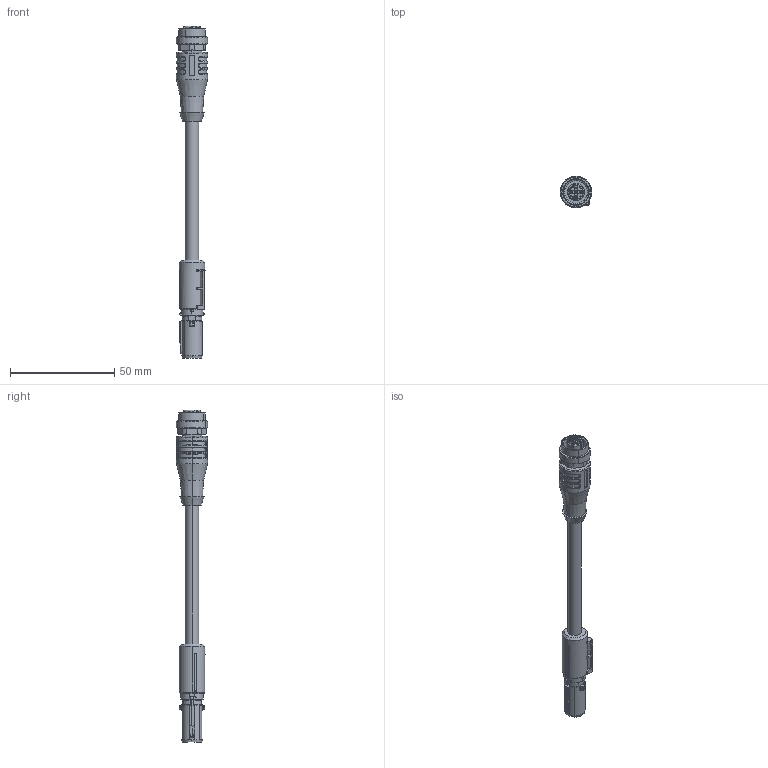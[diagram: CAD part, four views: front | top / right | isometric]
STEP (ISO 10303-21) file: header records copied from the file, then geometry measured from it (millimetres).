
FILE_DESCRIPTION(('CATIA V5 STEP Exchange','CAx-IF Rec.Pracs.--- Model Styling and Organization---1.5--- 2016-08-15','CAx-IF Rec.Pracs.---Supplemental Geometry---1.0---2011-11-01','CAx-IF Rec.Pracs.--- Composite Materials ---1.1---2010-07-15'),'2;1');
FILE_NAME ('430788-2_0', '2025-05-12T06:19:36+00:00', ('none'), ('Weidmueller'), 'CATIA Version 5-6 Release 2022 SP4 HF5', 'CATIA V5 STEP AP214 v3', 'none');
FILE_SCHEMA(('AUTOMOTIVE_DESIGN { 1 0 10303 214 1 1 1 1 }'));
Length unit declared in the file: millimetre
Products named in the file (1): 2503700000
Bounding box: 15 x 15 x 159.2 mm (x, y, z)
Volume: 11965.6 mm3; surface area: 6642.3 mm2
Topology: 1 solids, 2 shells, 681 faces, 1778 edges, 1121 vertices
Faces by surface type: cylinder 218, plane 203, bspline 78, torus 74, cone 63, extrusion 25, sphere 20
Entity records: 23580 total; most frequent: CARTESIAN_POINT 8168, ORIENTED_EDGE 3514, DIRECTION 2364, EDGE_CURVE 1757, VERTEX_POINT 1121, AXIS2_PLACEMENT_3D 1098, EDGE_LOOP 724, VECTOR 692
